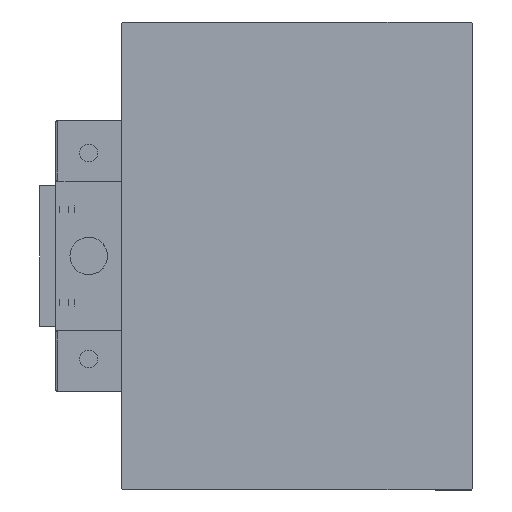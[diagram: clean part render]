
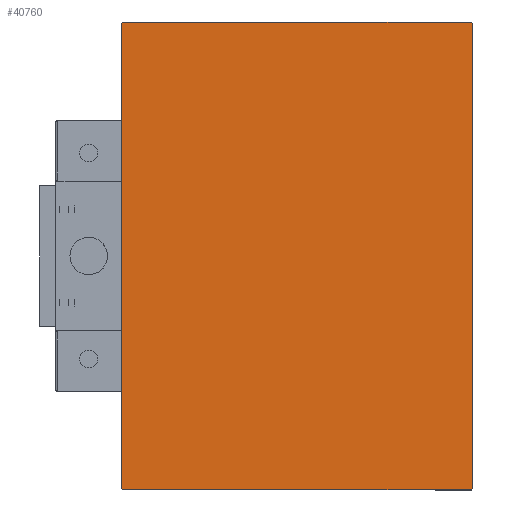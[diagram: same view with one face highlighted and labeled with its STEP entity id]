
A CAD part, left-side view. The second image highlights one B-rep face of the part: STEP entity #40760.
In plain terms, the highlighted face is planar.
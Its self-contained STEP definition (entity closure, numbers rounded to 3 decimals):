
#460 = LINE ( 'NONE', #31042, #47679 ) ;
#670 = CARTESIAN_POINT ( 'NONE',  ( 193., -43.6, 43.6 ) ) ;
#1989 = EDGE_CURVE ( 'NONE', #2174, #42825, #24651, .T. ) ;
#2174 = VERTEX_POINT ( 'NONE', #13855 ) ;
#2233 = ORIENTED_EDGE ( 'NONE', *, *, #7487, .T. ) ;
#2984 = CARTESIAN_POINT ( 'NONE',  ( 193., 37.5, -49.7 ) ) ;
#3294 = CARTESIAN_POINT ( 'NONE',  ( 193., 0., 0. ) ) ;
#3787 = LINE ( 'NONE', #7644, #39052 ) ;
#4093 = CARTESIAN_POINT ( 'NONE',  ( 193., 43.6, 43.6 ) ) ;
#6306 = EDGE_CURVE ( 'NONE', #9946, #2174, #460, .T. ) ;
#6598 = ORIENTED_EDGE ( 'NONE', *, *, #6306, .T. ) ;
#7487 = EDGE_CURVE ( 'NONE', #35039, #25795, #47696, .T. ) ;
#7644 = CARTESIAN_POINT ( 'NONE',  ( 193., -37.5, 50. ) ) ;
#7999 = VECTOR ( 'NONE', #42115, 1000. ) ;
#8367 = ORIENTED_EDGE ( 'NONE', *, *, #33817, .T. ) ;
#8561 = EDGE_CURVE ( 'NONE', #25795, #26330, #3787, .T. ) ;
#9068 = ORIENTED_EDGE ( 'NONE', *, *, #8561, .T. ) ;
#9466 = LINE ( 'NONE', #25118, #23815 ) ;
#9655 = VERTEX_POINT ( 'NONE', #14451 ) ;
#9946 = VERTEX_POINT ( 'NONE', #46202 ) ;
#11889 = DIRECTION ( 'NONE',  ( 0., 0.707, 0.707 ) ) ;
#12314 = DIRECTION ( 'NONE',  ( 0., 0., 1. ) ) ;
#13855 = CARTESIAN_POINT ( 'NONE',  ( 193., 37.2, -50. ) ) ;
#14451 = CARTESIAN_POINT ( 'NONE',  ( 193., 37.2, 50. ) ) ;
#15372 = LINE ( 'NONE', #22842, #7999 ) ;
#15896 = DIRECTION ( 'NONE',  ( 0., -0.707, 0.707 ) ) ;
#17379 = VECTOR ( 'NONE', #11889, 1000. ) ;
#17767 = CARTESIAN_POINT ( 'NONE',  ( 193., -37.2, 50. ) ) ;
#18137 = ORIENTED_EDGE ( 'NONE', *, *, #1989, .T. ) ;
#19426 = DIRECTION ( 'NONE',  ( 1., 0., 0. ) ) ;
#19618 = VECTOR ( 'NONE', #42979, 1000. ) ;
#19661 = CARTESIAN_POINT ( 'NONE',  ( 193., -37.5, -49.7 ) ) ;
#20117 = ORIENTED_EDGE ( 'NONE', *, *, #28953, .T. ) ;
#20366 = ORIENTED_EDGE ( 'NONE', *, *, #20807, .T. ) ;
#20807 = EDGE_CURVE ( 'NONE', #9655, #35039, #31163, .T. ) ;
#22842 = CARTESIAN_POINT ( 'NONE',  ( 193., -43.6, -43.6 ) ) ;
#23537 = DIRECTION ( 'NONE',  ( 0., 0., -1. ) ) ;
#23815 = VECTOR ( 'NONE', #12314, 1000. ) ;
#24651 = LINE ( 'NONE', #32357, #17379 ) ;
#25118 = CARTESIAN_POINT ( 'NONE',  ( 193., 37.5, -50. ) ) ;
#25795 = VERTEX_POINT ( 'NONE', #36417 ) ;
#26330 = VERTEX_POINT ( 'NONE', #19661 ) ;
#28953 = EDGE_CURVE ( 'NONE', #42089, #9655, #42640, .T. ) ;
#30840 = AXIS2_PLACEMENT_3D ( 'NONE', #3294, #19426, #23537 ) ;
#30842 = VECTOR ( 'NONE', #50582, 1000. ) ;
#31042 = CARTESIAN_POINT ( 'NONE',  ( 193., -37.5, -50. ) ) ;
#31163 = LINE ( 'NONE', #46848, #19618 ) ;
#32357 = CARTESIAN_POINT ( 'NONE',  ( 193., 43.6, -43.6 ) ) ;
#32569 = EDGE_LOOP ( 'NONE', ( #6598, #18137, #8367, #20117, #20366, #2233, #9068, #48708 ) ) ;
#33817 = EDGE_CURVE ( 'NONE', #42825, #42089, #9466, .T. ) ;
#35039 = VERTEX_POINT ( 'NONE', #17767 ) ;
#36417 = CARTESIAN_POINT ( 'NONE',  ( 193., -37.5, 49.7 ) ) ;
#39052 = VECTOR ( 'NONE', #46704, 1000. ) ;
#39210 = FACE_OUTER_BOUND ( 'NONE', #32569, .T. ) ;
#39469 = PLANE ( 'NONE',  #30840 ) ;
#40760 = ADVANCED_FACE ( 'NONE', ( #39210 ), #39469, .T. ) ;
#42089 = VERTEX_POINT ( 'NONE', #44547 ) ;
#42115 = DIRECTION ( 'NONE',  ( 0., 0.707, -0.707 ) ) ;
#42640 = LINE ( 'NONE', #4093, #50059 ) ;
#42825 = VERTEX_POINT ( 'NONE', #2984 ) ;
#42979 = DIRECTION ( 'NONE',  ( 0., -1., 0. ) ) ;
#44547 = CARTESIAN_POINT ( 'NONE',  ( 193., 37.5, 49.7 ) ) ;
#46202 = CARTESIAN_POINT ( 'NONE',  ( 193., -37.2, -50. ) ) ;
#46704 = DIRECTION ( 'NONE',  ( 0., 0., -1. ) ) ;
#46737 = DIRECTION ( 'NONE',  ( 0., 1., 0. ) ) ;
#46848 = CARTESIAN_POINT ( 'NONE',  ( 193., 37.5, 50. ) ) ;
#47287 = EDGE_CURVE ( 'NONE', #26330, #9946, #15372, .T. ) ;
#47679 = VECTOR ( 'NONE', #46737, 1000. ) ;
#47696 = LINE ( 'NONE', #670, #30842 ) ;
#48708 = ORIENTED_EDGE ( 'NONE', *, *, #47287, .T. ) ;
#50059 = VECTOR ( 'NONE', #15896, 1000. ) ;
#50582 = DIRECTION ( 'NONE',  ( 0., -0.707, -0.707 ) ) ;
